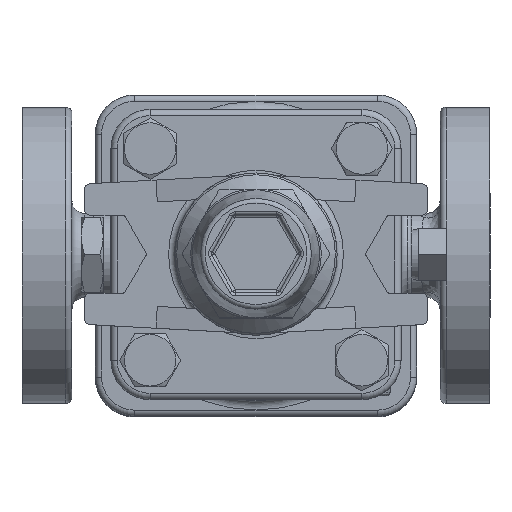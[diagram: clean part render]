
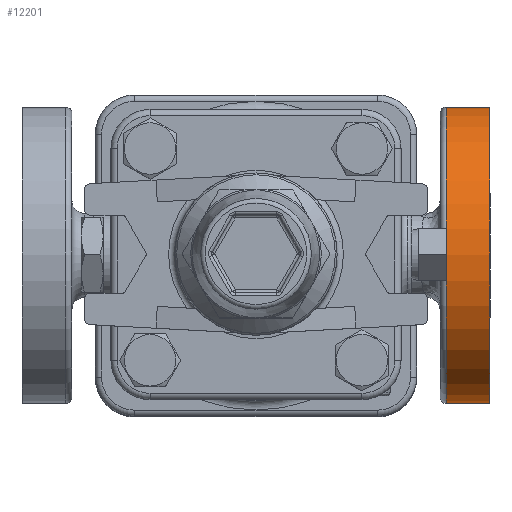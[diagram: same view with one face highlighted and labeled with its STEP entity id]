
A CAD part, top view. The second image highlights one B-rep face of the part: STEP entity #12201.
In plain terms, the highlighted cylindrical face has radius 47.5 mm (diameter 95 mm), a full revolution.
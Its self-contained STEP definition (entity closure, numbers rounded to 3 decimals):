
#703=CYLINDRICAL_SURFACE('',#13495,47.5);
#1078=FACE_BOUND('',#3509,.T.);
#1750=CIRCLE('',#13494,47.5);
#1751=CIRCLE('',#13496,47.5);
#2521=FACE_OUTER_BOUND('',#3508,.T.);
#3508=EDGE_LOOP('',(#11067));
#3509=EDGE_LOOP('',(#11068));
#5980=VERTEX_POINT('',#34694);
#5981=VERTEX_POINT('',#34697);
#7689=EDGE_CURVE('',#5980,#5980,#1750,.T.);
#7690=EDGE_CURVE('',#5981,#5981,#1751,.T.);
#11067=ORIENTED_EDGE('',*,*,#7690,.F.);
#11068=ORIENTED_EDGE('',*,*,#7689,.F.);
#12201=ADVANCED_FACE('',(#2521,#1078),#703,.T.);
#13494=AXIS2_PLACEMENT_3D('',#34695,#16727,#16728);
#13495=AXIS2_PLACEMENT_3D('',#34696,#16729,#16730);
#13496=AXIS2_PLACEMENT_3D('',#34698,#16731,#16732);
#16727=DIRECTION('center_axis',(-1.,0.,0.));
#16728=DIRECTION('ref_axis',(0.,0.,-1.));
#16729=DIRECTION('center_axis',(1.,0.,0.));
#16730=DIRECTION('ref_axis',(0.,0.,-1.));
#16731=DIRECTION('center_axis',(1.,0.,0.));
#16732=DIRECTION('ref_axis',(0.,0.,-1.));
#34694=CARTESIAN_POINT('',(61.,0.,125.5));
#34695=CARTESIAN_POINT('Origin',(61.,0.,78.));
#34696=CARTESIAN_POINT('Origin',(75.,0.,78.));
#34697=CARTESIAN_POINT('',(75.,0.,125.5));
#34698=CARTESIAN_POINT('Origin',(75.,0.,78.));
